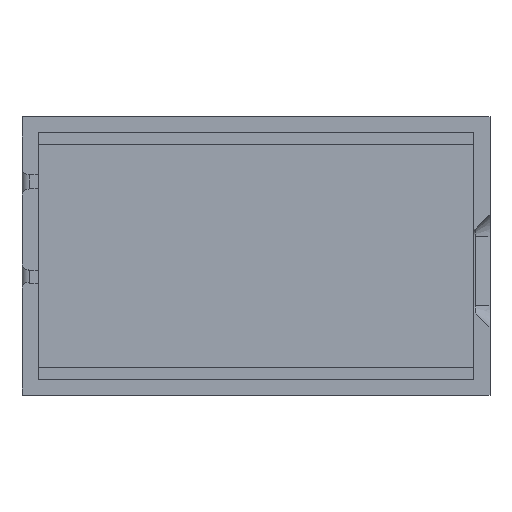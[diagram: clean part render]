
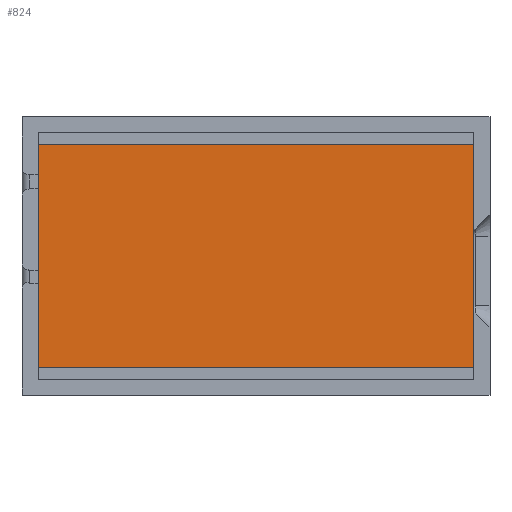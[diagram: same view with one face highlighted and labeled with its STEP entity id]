
A CAD part, top view. The second image highlights one B-rep face of the part: STEP entity #824.
In plain terms, the highlighted planar face has unit normal (0, 0, 1).
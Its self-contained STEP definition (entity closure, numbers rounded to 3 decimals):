
#50=PLANE('',#899);
#93=FACE_OUTER_BOUND('',#140,.T.);
#140=EDGE_LOOP('',(#765,#766,#767,#768));
#213=LINE('',#1260,#310);
#235=LINE('',#1307,#332);
#253=LINE('',#1347,#350);
#256=LINE('',#1351,#353);
#310=VECTOR('',#1026,10.);
#332=VECTOR('',#1064,10.);
#350=VECTOR('',#1110,10.);
#353=VECTOR('',#1115,10.);
#401=VERTEX_POINT('',#1257);
#402=VERTEX_POINT('',#1259);
#418=VERTEX_POINT('',#1304);
#419=VERTEX_POINT('',#1306);
#495=EDGE_CURVE('',#401,#402,#213,.T.);
#519=EDGE_CURVE('',#418,#419,#235,.T.);
#539=EDGE_CURVE('',#401,#419,#253,.T.);
#542=EDGE_CURVE('',#418,#402,#256,.T.);
#765=ORIENTED_EDGE('',*,*,#539,.T.);
#766=ORIENTED_EDGE('',*,*,#519,.F.);
#767=ORIENTED_EDGE('',*,*,#542,.T.);
#768=ORIENTED_EDGE('',*,*,#495,.F.);
#824=ADVANCED_FACE('',(#93),#50,.T.);
#899=AXIS2_PLACEMENT_3D('',#1353,#1118,#1119);
#1026=DIRECTION('',(0.,-1.,0.));
#1064=DIRECTION('',(0.,1.,0.));
#1110=DIRECTION('',(-1.,0.,0.));
#1115=DIRECTION('',(1.,0.,0.));
#1118=DIRECTION('center_axis',(0.,0.,1.));
#1119=DIRECTION('ref_axis',(1.,0.,0.));
#1257=CARTESIAN_POINT('',(58.5,-1.5,1.2));
#1259=CARTESIAN_POINT('',(58.5,-31.5,1.2));
#1260=CARTESIAN_POINT('',(58.5,-8.25,1.2));
#1304=CARTESIAN_POINT('',(0.,-31.5,1.2));
#1306=CARTESIAN_POINT('',(0.,-1.5,1.2));
#1307=CARTESIAN_POINT('',(0.,-24.75,1.2));
#1347=CARTESIAN_POINT('',(29.25,-1.5,1.2));
#1351=CARTESIAN_POINT('',(29.25,-31.5,1.2));
#1353=CARTESIAN_POINT('Origin',(29.25,-16.5,1.2));
